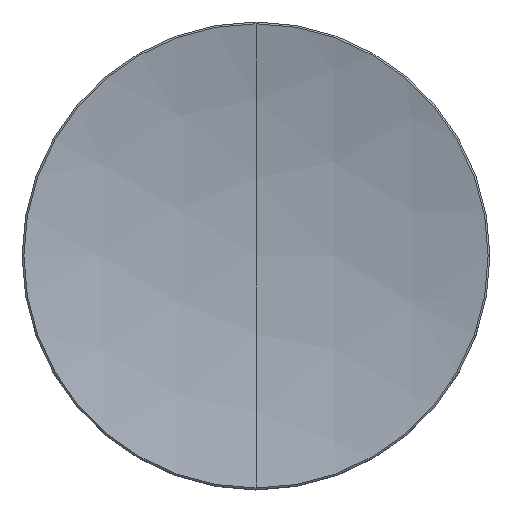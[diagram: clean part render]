
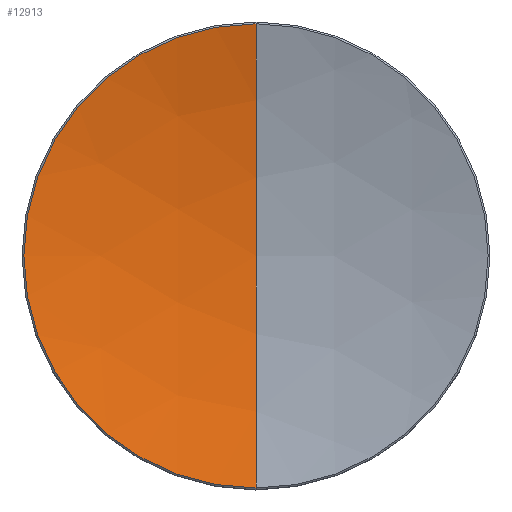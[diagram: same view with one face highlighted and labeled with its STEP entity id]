
A CAD part, top view. The second image highlights one B-rep face of the part: STEP entity #12913.
In plain terms, the highlighted spherical face has radius 100 mm.
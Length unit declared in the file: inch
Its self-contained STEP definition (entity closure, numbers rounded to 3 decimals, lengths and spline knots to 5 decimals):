
#4761 = CARTESIAN_POINT ( 'NONE',  ( -0.99238, 0., 0.30429 ) ) ;
#4766 = CARTESIAN_POINT ( 'NONE',  ( 0., -0.99238, 0.30429 ) ) ;
#4769 = AXIS2_PLACEMENT_3D ( 'NONE', #4799, #4798, #4856 ) ;
#4771 = CARTESIAN_POINT ( 'NONE',  ( 0., 0., 0.17717 ) ) ;
#4772 = DIRECTION ( 'NONE',  ( 1., 0., 0. ) ) ;
#4773 = DIRECTION ( 'NONE',  ( 0., 0., 1. ) ) ;
#4774 = SPHERICAL_SURFACE ( 'NONE', #4769, 3.93701 ) ;
#4777 = AXIS2_PLACEMENT_3D ( 'NONE', #4795, #4773, #4772 ) ;
#4781 = CIRCLE ( 'NONE', #4777, 0.99238 ) ;
#4795 = CARTESIAN_POINT ( 'NONE',  ( 0., 0., 0.30429 ) ) ;
#4797 = CARTESIAN_POINT ( 'NONE',  ( 0., 0., 4.11417 ) ) ;
#4798 = DIRECTION ( 'NONE',  ( 1., 0., 0. ) ) ;
#4799 = CARTESIAN_POINT ( 'NONE',  ( 0., 0., 4.11417 ) ) ;
#4813 = CARTESIAN_POINT ( 'NONE',  ( 0., 0., 4.11417 ) ) ;
#4815 = CIRCLE ( 'NONE', #4855, 3.93701 ) ;
#4818 = FACE_OUTER_BOUND ( 'NONE', #12974, .T. ) ;
#4819 = CIRCLE ( 'NONE', #4853, 3.93701 ) ;
#4846 = DIRECTION ( 'NONE',  ( 0., 0., 1. ) ) ;
#4847 = DIRECTION ( 'NONE',  ( -1., 0., 0. ) ) ;
#4851 = DIRECTION ( 'NONE',  ( 0., 1., 0. ) ) ;
#4852 = DIRECTION ( 'NONE',  ( 1., 0., 0. ) ) ;
#4853 = AXIS2_PLACEMENT_3D ( 'NONE', #4797, #4852, #4851 ) ;
#4855 = AXIS2_PLACEMENT_3D ( 'NONE', #4813, #4847, #4846 ) ;
#4856 = DIRECTION ( 'NONE',  ( 0., 1., 0. ) ) ;
#5063 = CARTESIAN_POINT ( 'NONE',  ( 0., 0.99238, 0.30429 ) ) ;
#5082 = DIRECTION ( 'NONE',  ( 1., 0., 0. ) ) ;
#5083 = DIRECTION ( 'NONE',  ( 0., 0., 1. ) ) ;
#5084 = AXIS2_PLACEMENT_3D ( 'NONE', #5092, #5083, #5082 ) ;
#5085 = CIRCLE ( 'NONE', #5084, 0.99238 ) ;
#5092 = CARTESIAN_POINT ( 'NONE',  ( 0., 0., 0.30429 ) ) ;
#12891 = ORIENTED_EDGE ( 'NONE', *, *, #12917, .F. ) ;
#12902 = EDGE_CURVE ( 'NONE', #12904, #12911, #4781, .T. ) ;
#12904 = VERTEX_POINT ( 'NONE', #4761 ) ;
#12910 = VERTEX_POINT ( 'NONE', #4771 ) ;
#12911 = VERTEX_POINT ( 'NONE', #4766 ) ;
#12913 = ADVANCED_FACE ( 'NONE', ( #4818 ), #4774, .F. ) ;
#12914 = ORIENTED_EDGE ( 'NONE', *, *, #12915, .T. ) ;
#12915 = EDGE_CURVE ( 'NONE', #12911, #12910, #4819, .T. ) ;
#12917 = EDGE_CURVE ( 'NONE', #12952, #12910, #4815, .T. ) ;
#12952 = VERTEX_POINT ( 'NONE', #5063 ) ;
#12957 = EDGE_CURVE ( 'NONE', #12952, #12904, #5085, .T. ) ;
#12974 = EDGE_LOOP ( 'NONE', ( #12977, #12983, #12914, #12891 ) ) ;
#12977 = ORIENTED_EDGE ( 'NONE', *, *, #12957, .T. ) ;
#12983 = ORIENTED_EDGE ( 'NONE', *, *, #12902, .T. ) ;
